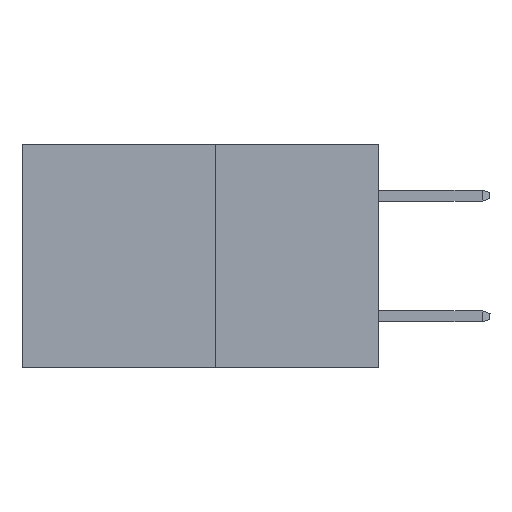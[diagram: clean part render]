
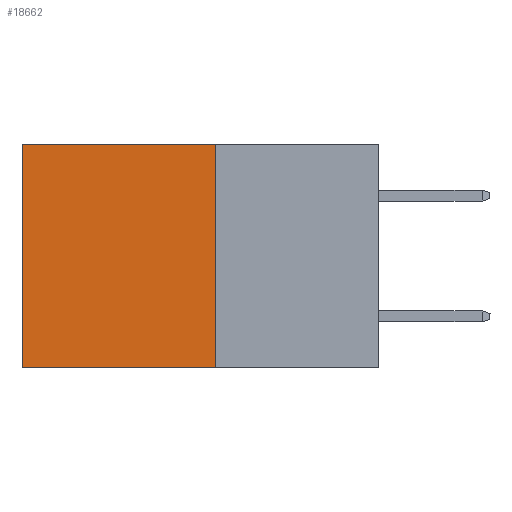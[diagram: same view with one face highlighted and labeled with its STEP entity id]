
A CAD part, left-side view. The second image highlights one B-rep face of the part: STEP entity #18662.
In plain terms, the highlighted planar face has unit normal (-1, 0, 0).
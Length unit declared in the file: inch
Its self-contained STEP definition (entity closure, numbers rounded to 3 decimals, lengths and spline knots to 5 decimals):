
#1698 = LINE ( 'NONE', #7426, #24194 ) ;
#1704 = LINE ( 'NONE', #23804, #18500 ) ;
#2677 = EDGE_LOOP ( 'NONE', ( #3579, #20884, #23065, #16710 ) ) ;
#3468 = LINE ( 'NONE', #19854, #25923 ) ;
#3579 = ORIENTED_EDGE ( 'NONE', *, *, #8663, .T. ) ;
#4594 = AXIS2_PLACEMENT_3D ( 'NONE', #12735, #10647, #25785 ) ;
#4649 = VECTOR ( 'NONE', #22281, 39.37008 ) ;
#7164 = CARTESIAN_POINT ( 'NONE',  ( 0.277, 0.27, -0.37 ) ) ;
#7426 = CARTESIAN_POINT ( 'NONE',  ( 0.277, 0.27, -0.37 ) ) ;
#8433 = PLANE ( 'NONE',  #4594 ) ;
#8663 = EDGE_CURVE ( 'NONE', #24116, #21106, #1704, .T. ) ;
#9649 = DIRECTION ( 'NONE',  ( 0., 1., 0. ) ) ;
#9928 = VERTEX_POINT ( 'NONE', #10841 ) ;
#10647 = DIRECTION ( 'NONE',  ( 1., 0., 0. ) ) ;
#10687 = FACE_OUTER_BOUND ( 'NONE', #2677, .T. ) ;
#10841 = CARTESIAN_POINT ( 'NONE',  ( 0.277, 0.27, -0.37 ) ) ;
#12594 = CARTESIAN_POINT ( 'NONE',  ( 0.277, 0.59, 0. ) ) ;
#12735 = CARTESIAN_POINT ( 'NONE',  ( 0.277, 0.27, -0.37 ) ) ;
#13408 = DIRECTION ( 'NONE',  ( 0., 1., 0. ) ) ;
#16710 = ORIENTED_EDGE ( 'NONE', *, *, #18740, .T. ) ;
#18500 = VECTOR ( 'NONE', #25994, 39.37008 ) ;
#18623 = CARTESIAN_POINT ( 'NONE',  ( 0.277, 0.59, -0.37 ) ) ;
#18662 = ADVANCED_FACE ( 'NONE', ( #10687 ), #8433, .F. ) ;
#18740 = EDGE_CURVE ( 'NONE', #23716, #24116, #3468, .T. ) ;
#19854 = CARTESIAN_POINT ( 'NONE',  ( 0.277, 0.27, 0. ) ) ;
#20115 = CARTESIAN_POINT ( 'NONE',  ( 0.277, 0.27, 0. ) ) ;
#20688 = LINE ( 'NONE', #7164, #4649 ) ;
#20884 = ORIENTED_EDGE ( 'NONE', *, *, #23838, .F. ) ;
#21106 = VERTEX_POINT ( 'NONE', #18623 ) ;
#22281 = DIRECTION ( 'NONE',  ( 0., 0., -1. ) ) ;
#23065 = ORIENTED_EDGE ( 'NONE', *, *, #27819, .F. ) ;
#23716 = VERTEX_POINT ( 'NONE', #20115 ) ;
#23804 = CARTESIAN_POINT ( 'NONE',  ( 0.277, 0.59, -0.37 ) ) ;
#23838 = EDGE_CURVE ( 'NONE', #9928, #21106, #1698, .T. ) ;
#24116 = VERTEX_POINT ( 'NONE', #12594 ) ;
#24194 = VECTOR ( 'NONE', #9649, 39.37008 ) ;
#25785 = DIRECTION ( 'NONE',  ( 0., 0., -1. ) ) ;
#25923 = VECTOR ( 'NONE', #13408, 39.37008 ) ;
#25994 = DIRECTION ( 'NONE',  ( 0., 0., -1. ) ) ;
#27819 = EDGE_CURVE ( 'NONE', #23716, #9928, #20688, .T. ) ;
